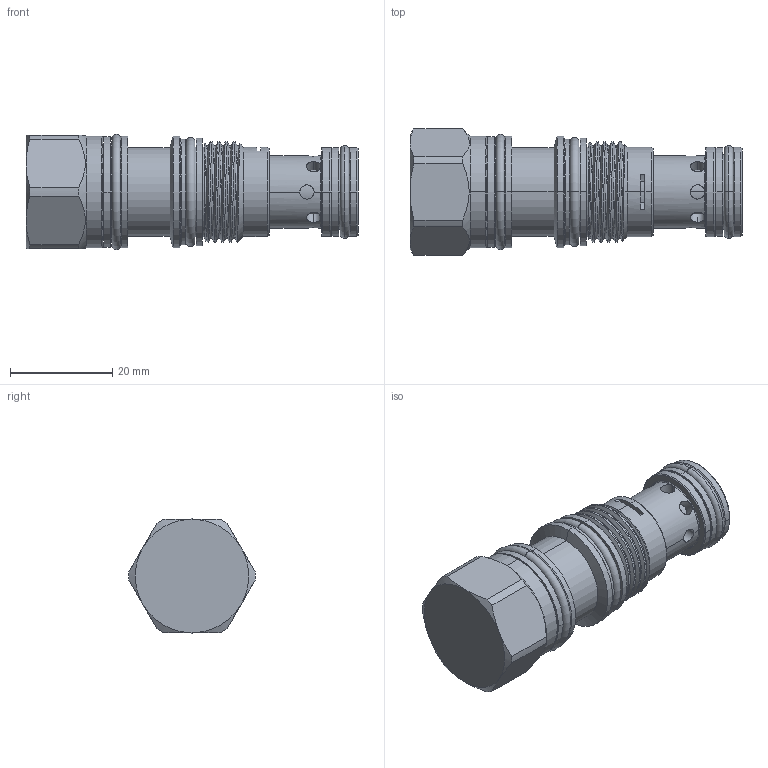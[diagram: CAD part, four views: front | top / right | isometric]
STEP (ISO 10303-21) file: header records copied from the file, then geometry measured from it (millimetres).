
FILE_DESCRIPTION (( 'STEP AP203' ), '1' );
FILE_NAME ('LR11A30-N.STEP', '2016-06-06T05:15:37', ( '' ), ( '' ), 'SwSTEP 2.0', 'SolidWorks 2012', '' );
FILE_SCHEMA (( 'CONFIG_CONTROL_DESIGN' ));
Length unit declared in the file: millimetre
Products named in the file (1): LR11A30-N
Bounding box: 65.03 x 24.79 x 22.55 mm (x, y, z)
Volume: 18181.4 mm3; surface area: 7703.3 mm2
Topology: 4 solids, 4 shells, 181 faces, 404 edges, 243 vertices
Faces by surface type: cylinder 91, torus 30, cone 30, plane 27, bspline 3
Entity records: 7139 total; most frequent: CARTESIAN_POINT 3099, DIRECTION 866, ORIENTED_EDGE 808, EDGE_CURVE 404, AXIS2_PLACEMENT_3D 376, VERTEX_POINT 243, EDGE_LOOP 199, CIRCLE 197
